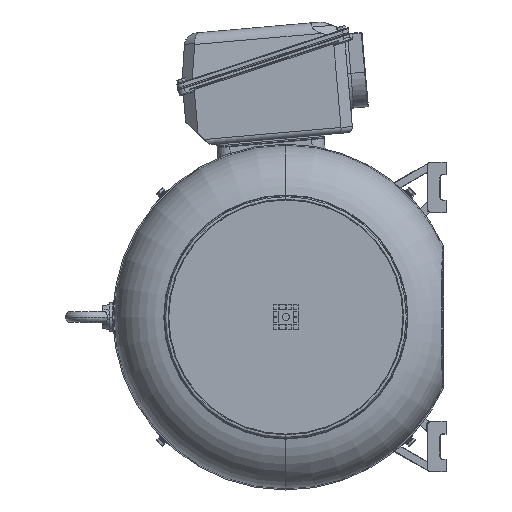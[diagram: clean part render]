
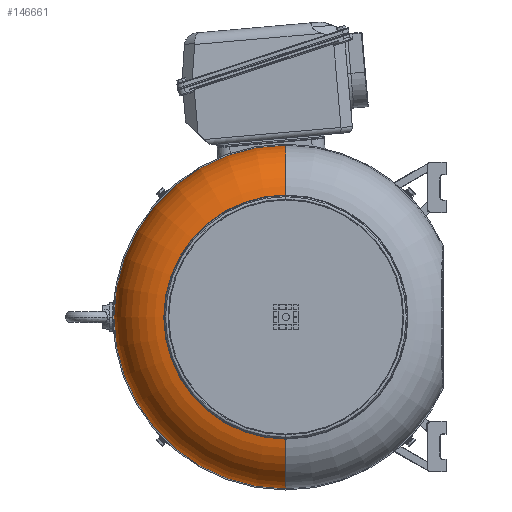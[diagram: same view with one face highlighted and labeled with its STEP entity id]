
A CAD part, left-side view. The second image highlights one B-rep face of the part: STEP entity #146661.
In plain terms, the highlighted toroidal (fillet/blend) face has major radius 179.5 mm and minor radius 92 mm.
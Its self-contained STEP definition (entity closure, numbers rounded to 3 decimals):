
#3261 = DIRECTION ( 'NONE',  ( -1., 0., 0. ) ) ;
#6290 = EDGE_CURVE ( 'NONE', #144820, #125172, #73076, .T. ) ;
#8182 = CARTESIAN_POINT ( 'NONE',  ( -10., 0., 271.5 ) ) ;
#8195 = EDGE_CURVE ( 'NONE', #129176, #97912, #79880, .T. ) ;
#21940 = CARTESIAN_POINT ( 'NONE',  ( -10., 0., 0. ) ) ;
#23932 = DIRECTION ( 'NONE',  ( -1., 0., 0. ) ) ;
#24466 = CIRCLE ( 'NONE', #127372, 92. ) ;
#27031 = CARTESIAN_POINT ( 'NONE',  ( -10., 0., -271.5 ) ) ;
#41493 = AXIS2_PLACEMENT_3D ( 'NONE', #21940, #23932, #126910 ) ;
#41925 = ORIENTED_EDGE ( 'NONE', *, *, #51973, .T. ) ;
#44175 = CARTESIAN_POINT ( 'NONE',  ( -10., 0., 0. ) ) ;
#44685 = DIRECTION ( 'NONE',  ( 0., 0., 1. ) ) ;
#48564 = DIRECTION ( 'NONE',  ( 0., 0., -1. ) ) ;
#51082 = AXIS2_PLACEMENT_3D ( 'NONE', #69836, #58713, #48564 ) ;
#51872 = AXIS2_PLACEMENT_3D ( 'NONE', #44175, #78575, #44685 ) ;
#51973 = EDGE_CURVE ( 'NONE', #97912, #125172, #24466, .T. ) ;
#56517 = CARTESIAN_POINT ( 'NONE',  ( -101.002, 0., -193.013 ) ) ;
#58713 = DIRECTION ( 'NONE',  ( 0., -1., 0. ) ) ;
#65634 = ORIENTED_EDGE ( 'NONE', *, *, #6290, .F. ) ;
#68180 = CARTESIAN_POINT ( 'NONE',  ( -10., 0., -179.5 ) ) ;
#69188 = DIRECTION ( 'NONE',  ( 0., 0., 1. ) ) ;
#69836 = CARTESIAN_POINT ( 'NONE',  ( -10., 0., 179.5 ) ) ;
#73076 = CIRCLE ( 'NONE', #122679, 193.013 ) ;
#73529 = DIRECTION ( 'NONE',  ( 0., 0., 1. ) ) ;
#74343 = EDGE_LOOP ( 'NONE', ( #123163, #41925, #65634, #145942 ) ) ;
#78575 = DIRECTION ( 'NONE',  ( -1., 0., 0. ) ) ;
#79880 = CIRCLE ( 'NONE', #41493, 271.5 ) ;
#79962 = EDGE_CURVE ( 'NONE', #129176, #144820, #107277, .T. ) ;
#84604 = CARTESIAN_POINT ( 'NONE',  ( -101.002, 0., 0. ) ) ;
#96526 = TOROIDAL_SURFACE ( 'NONE', #51872, 179.5, 92. ) ;
#97912 = VERTEX_POINT ( 'NONE', #27031 ) ;
#107277 = CIRCLE ( 'NONE', #51082, 92. ) ;
#115606 = DIRECTION ( 'NONE',  ( 0., 1., 0. ) ) ;
#122679 = AXIS2_PLACEMENT_3D ( 'NONE', #84604, #3261, #73529 ) ;
#123163 = ORIENTED_EDGE ( 'NONE', *, *, #8195, .T. ) ;
#125172 = VERTEX_POINT ( 'NONE', #56517 ) ;
#126773 = CARTESIAN_POINT ( 'NONE',  ( -101.002, 0., 193.013 ) ) ;
#126910 = DIRECTION ( 'NONE',  ( 0., 0., 1. ) ) ;
#127192 = FACE_OUTER_BOUND ( 'NONE', #74343, .T. ) ;
#127372 = AXIS2_PLACEMENT_3D ( 'NONE', #68180, #115606, #69188 ) ;
#129176 = VERTEX_POINT ( 'NONE', #8182 ) ;
#144820 = VERTEX_POINT ( 'NONE', #126773 ) ;
#145942 = ORIENTED_EDGE ( 'NONE', *, *, #79962, .F. ) ;
#146661 = ADVANCED_FACE ( 'NONE', ( #127192 ), #96526, .T. ) ;
